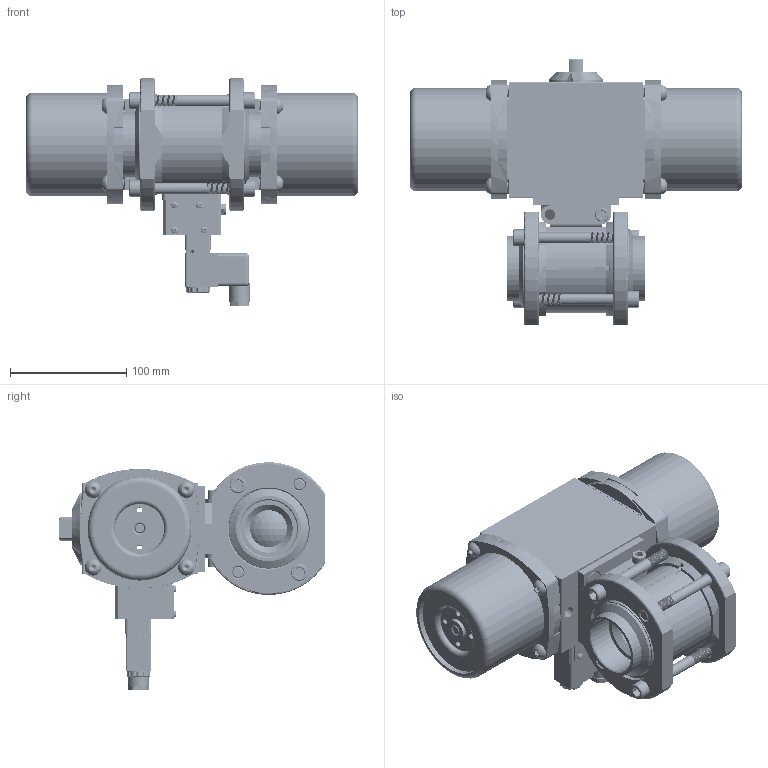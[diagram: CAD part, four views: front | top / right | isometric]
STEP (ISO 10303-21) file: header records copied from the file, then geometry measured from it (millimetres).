
FILE_DESCRIPTION (( 'STEP AP203' ), '1' );
FILE_NAME ('22XXSWSA522SR3GPDS.step', '2018-06-12T12:03:38', ( '' ), ( '' ), 'SwSTEP 2.0', 'SolidWorks 2017', '' );
FILE_SCHEMA (( 'CONFIG_CONTROL_DESIGN' ));
Products named in the file (1): 22XXSWSA522SR3GPDS
Bounding box: 285.09 x 229.11 x 195.43 mm (x, y, z)
Volume: 1505572 mm3; surface area: 581847.2 mm2
Topology: 69 solids, 69 shells, 6152 faces, 15832 edges, 9908 vertices
Faces by surface type: cylinder 2641, cone 2077, plane 1060, torus 259, bspline 85, sphere 30
Entity records: 219978 total; most frequent: CARTESIAN_POINT 69183, DIRECTION 33643, ORIENTED_EDGE 31404, EDGE_CURVE 15702, AXIS2_PLACEMENT_3D 13642, VERTEX_POINT 9906, CIRCLE 7574, EDGE_LOOP 6622
